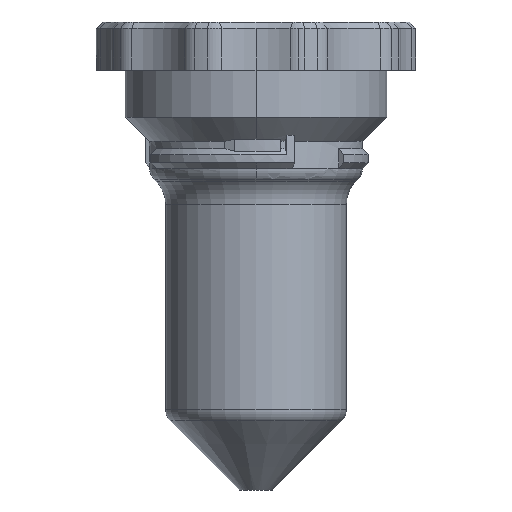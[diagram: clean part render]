
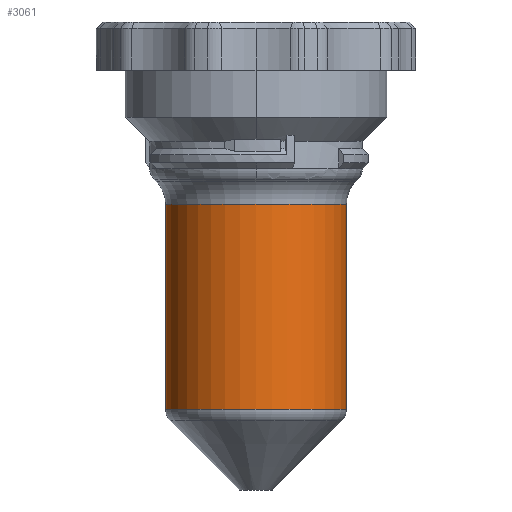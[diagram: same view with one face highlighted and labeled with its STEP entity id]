
A CAD part, front view. The second image highlights one B-rep face of the part: STEP entity #3061.
In plain terms, the highlighted cylindrical face has radius 22.5 mm (diameter 45 mm), a partial arc.
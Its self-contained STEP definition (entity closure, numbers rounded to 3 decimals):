
#149 = EDGE_CURVE ( 'NONE', #1008, #2081, #3073, .T. ) ;
#298 = FACE_OUTER_BOUND ( 'NONE', #5534, .T. ) ;
#359 = CIRCLE ( 'NONE', #8002, 22.5 ) ;
#950 = CIRCLE ( 'NONE', #7120, 22.5 ) ;
#1008 = VERTEX_POINT ( 'NONE', #3423 ) ;
#1186 = DIRECTION ( 'NONE',  ( 0., 0., -1. ) ) ;
#1351 = EDGE_CURVE ( 'NONE', #3302, #3412, #2754, .T. ) ;
#1968 = VECTOR ( 'NONE', #2266, 1000. ) ;
#2081 = VERTEX_POINT ( 'NONE', #4935 ) ;
#2266 = DIRECTION ( 'NONE',  ( 0., 0., 1. ) ) ;
#2536 = CARTESIAN_POINT ( 'NONE',  ( 0., 0., -61.343 ) ) ;
#2754 = LINE ( 'NONE', #4206, #1968 ) ;
#3061 = ADVANCED_FACE ( 'NONE', ( #298 ), #4917, .T. ) ;
#3073 = LINE ( 'NONE', #7791, #5922 ) ;
#3128 = DIRECTION ( 'NONE',  ( 0., 0., 1. ) ) ;
#3302 = VERTEX_POINT ( 'NONE', #5899 ) ;
#3412 = VERTEX_POINT ( 'NONE', #4091 ) ;
#3423 = CARTESIAN_POINT ( 'NONE',  ( -22.5, 0., -61.343 ) ) ;
#4091 = CARTESIAN_POINT ( 'NONE',  ( 22.5, 0., -10.314 ) ) ;
#4193 = EDGE_CURVE ( 'NONE', #3412, #2081, #950, .T. ) ;
#4206 = CARTESIAN_POINT ( 'NONE',  ( 22.5, 0., 0. ) ) ;
#4345 = DIRECTION ( 'NONE',  ( -1., 0., 0. ) ) ;
#4760 = EDGE_CURVE ( 'NONE', #1008, #3302, #359, .T. ) ;
#4804 = ORIENTED_EDGE ( 'NONE', *, *, #1351, .T. ) ;
#4916 = CARTESIAN_POINT ( 'NONE',  ( 0., 0., -10.314 ) ) ;
#4917 = CYLINDRICAL_SURFACE ( 'NONE', #5042, 22.5 ) ;
#4935 = CARTESIAN_POINT ( 'NONE',  ( -22.5, 0., -10.314 ) ) ;
#5042 = AXIS2_PLACEMENT_3D ( 'NONE', #6908, #7446, #5603 ) ;
#5534 = EDGE_LOOP ( 'NONE', ( #7280, #7701, #4804, #5709 ) ) ;
#5603 = DIRECTION ( 'NONE',  ( 1., 0., 0. ) ) ;
#5709 = ORIENTED_EDGE ( 'NONE', *, *, #4193, .T. ) ;
#5899 = CARTESIAN_POINT ( 'NONE',  ( 22.5, 0., -61.343 ) ) ;
#5922 = VECTOR ( 'NONE', #7877, 1000. ) ;
#6213 = DIRECTION ( 'NONE',  ( 1., 0., 0. ) ) ;
#6908 = CARTESIAN_POINT ( 'NONE',  ( 0., 0., 0. ) ) ;
#7120 = AXIS2_PLACEMENT_3D ( 'NONE', #4916, #1186, #6213 ) ;
#7280 = ORIENTED_EDGE ( 'NONE', *, *, #149, .F. ) ;
#7446 = DIRECTION ( 'NONE',  ( 0., 0., 1. ) ) ;
#7701 = ORIENTED_EDGE ( 'NONE', *, *, #4760, .T. ) ;
#7791 = CARTESIAN_POINT ( 'NONE',  ( -22.5, 0., 0. ) ) ;
#7877 = DIRECTION ( 'NONE',  ( 0., 0., 1. ) ) ;
#8002 = AXIS2_PLACEMENT_3D ( 'NONE', #2536, #3128, #4345 ) ;
